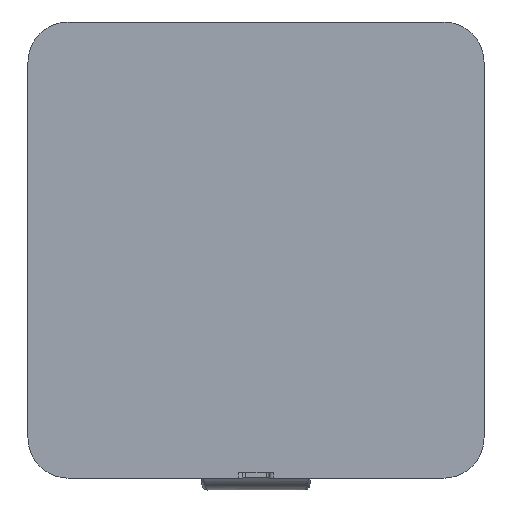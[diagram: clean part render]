
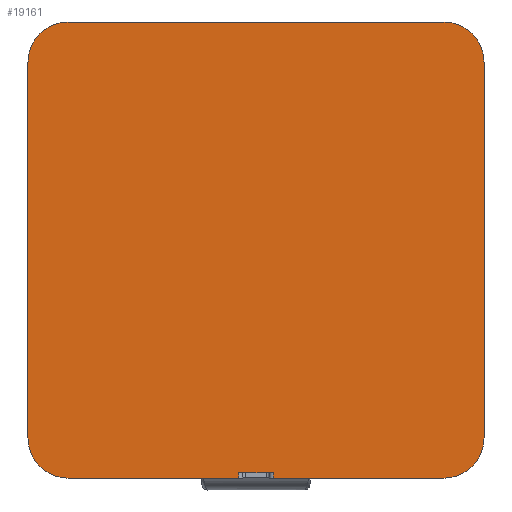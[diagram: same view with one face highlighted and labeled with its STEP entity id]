
A CAD part, left-side view. The second image highlights one B-rep face of the part: STEP entity #19161.
In plain terms, the highlighted face is planar.
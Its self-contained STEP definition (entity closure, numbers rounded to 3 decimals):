
#11681=CARTESIAN_POINT(' ',(-85.,70.,0.));
#11682=VERTEX_POINT(' ',#11681);
#11696=CARTESIAN_POINT(' ',(-85.,-70.,0.));
#11701=DIRECTION(' ',(0.,1.,0.));
#11706=VECTOR(' ',#11701,1.);
#11711=LINE('',#11696,#11706);
#11716=CARTESIAN_POINT(' ',(-85.,-70.,0.));
#11717=VERTEX_POINT(' ',#11716);
#11721=EDGE_CURVE(' ',#11717,#11682,#11711,.T.);
#11831=CARTESIAN_POINT(' ',(-70.,-70.,0.));
#11836=DIRECTION(' ',(0.,0.,1.));
#11841=DIRECTION(' ',(-1.,0.,0.));
#11846=AXIS2_PLACEMENT_3D(' ',#11831,#11836,#11841);
#11851=CIRCLE('',#11846,15.);
#11856=CARTESIAN_POINT(' ',(-70.,-85.,0.));
#11857=VERTEX_POINT(' ',#11856);
#11861=EDGE_CURVE(' ',#11717,#11857,#11851,.T.);
#12086=CARTESIAN_POINT(' ',(6.449,-85.,0.));
#12087=VERTEX_POINT(' ',#12086);
#12101=CARTESIAN_POINT(' ',(70.,-85.,0.));
#12106=DIRECTION(' ',(-1.,0.,0.));
#12111=VECTOR(' ',#12106,1.);
#12116=LINE('',#12101,#12111);
#12121=CARTESIAN_POINT(' ',(70.,-85.,0.));
#12122=VERTEX_POINT(' ',#12121);
#12126=EDGE_CURVE(' ',#12122,#12087,#12116,.T.);
#12216=CARTESIAN_POINT(' ',(-6.449,-85.,0.));
#12221=DIRECTION(' ',(-1.,0.,0.));
#12226=VECTOR(' ',#12221,1.);
#12231=LINE('',#12216,#12226);
#12236=CARTESIAN_POINT(' ',(-6.449,-85.,0.));
#12237=VERTEX_POINT(' ',#12236);
#12241=EDGE_CURVE(' ',#12237,#11857,#12231,.T.);
#18691=CARTESIAN_POINT(' ',(70.,85.,0.));
#18692=VERTEX_POINT(' ',#18691);
#18706=CARTESIAN_POINT(' ',(70.,85.,0.));
#18711=DIRECTION(' ',(-1.,0.,0.));
#18716=VECTOR(' ',#18711,1.);
#18721=LINE('',#18706,#18716);
#18726=CARTESIAN_POINT(' ',(-70.,85.,0.));
#18727=VERTEX_POINT(' ',#18726);
#18731=EDGE_CURVE(' ',#18692,#18727,#18721,.T.);
#18831=CARTESIAN_POINT(' ',(-70.,70.,0.));
#18836=DIRECTION(' ',(0.,0.,1.));
#18841=DIRECTION(' ',(0.,1.,0.));
#18846=AXIS2_PLACEMENT_3D(' ',#18831,#18836,#18841);
#18851=CIRCLE('',#18846,15.);
#18856=EDGE_CURVE(' ',#18727,#11682,#18851,.T.);
#18886=DIRECTION(' ',(0.,0.,-1.));
#18891=CARTESIAN_POINT(' ',(-85.,-85.,0.));
#18896=DIRECTION(' ',(0.,1.,0.));
#18901=AXIS2_PLACEMENT_3D(' ',#18891,#18886,#18896);
#18906=PLANE('',#18901);
#18911=CARTESIAN_POINT(' ',(-6.449,-82.997,0.));
#18916=DIRECTION(' ',(0.,-1.,0.));
#18921=VECTOR(' ',#18916,1.);
#18926=LINE('',#18911,#18921);
#18931=CARTESIAN_POINT(' ',(-6.449,-82.997,0.));
#18932=VERTEX_POINT(' ',#18931);
#18936=EDGE_CURVE(' ',#18932,#12237,#18926,.T.);
#18941=ORIENTED_EDGE(' ',*,*,#18936,.T.);
#18946=ORIENTED_EDGE(' ',*,*,#12241,.T.);
#18951=ORIENTED_EDGE(' ',*,*,#11861,.F.);
#18956=ORIENTED_EDGE(' ',*,*,#11721,.T.);
#18961=ORIENTED_EDGE(' ',*,*,#18856,.F.);
#18966=ORIENTED_EDGE(' ',*,*,#18731,.F.);
#18971=CARTESIAN_POINT(' ',(70.,70.,0.));
#18976=DIRECTION(' ',(0.,0.,1.));
#18981=DIRECTION(' ',(1.,0.,0.));
#18986=AXIS2_PLACEMENT_3D(' ',#18971,#18976,#18981);
#18991=CIRCLE('',#18986,15.);
#18996=CARTESIAN_POINT(' ',(85.,70.,0.));
#18997=VERTEX_POINT(' ',#18996);
#19001=EDGE_CURVE(' ',#18997,#18692,#18991,.T.);
#19006=ORIENTED_EDGE(' ',*,*,#19001,.F.);
#19011=CARTESIAN_POINT(' ',(85.,-70.,0.));
#19016=DIRECTION(' ',(0.,1.,0.));
#19021=VECTOR(' ',#19016,1.);
#19026=LINE('',#19011,#19021);
#19031=CARTESIAN_POINT(' ',(85.,-70.,0.));
#19032=VERTEX_POINT(' ',#19031);
#19036=EDGE_CURVE(' ',#19032,#18997,#19026,.T.);
#19041=ORIENTED_EDGE(' ',*,*,#19036,.F.);
#19046=CARTESIAN_POINT(' ',(70.,-70.,0.));
#19051=DIRECTION(' ',(0.,0.,1.));
#19056=DIRECTION(' ',(0.,-1.,0.));
#19061=AXIS2_PLACEMENT_3D(' ',#19046,#19051,#19056);
#19066=CIRCLE('',#19061,15.);
#19071=EDGE_CURVE(' ',#12122,#19032,#19066,.T.);
#19076=ORIENTED_EDGE(' ',*,*,#19071,.F.);
#19081=ORIENTED_EDGE(' ',*,*,#12126,.T.);
#19086=CARTESIAN_POINT(' ',(6.449,-85.,0.));
#19091=DIRECTION(' ',(0.,1.,0.));
#19096=VECTOR(' ',#19091,1.);
#19101=LINE('',#19086,#19096);
#19106=CARTESIAN_POINT(' ',(6.449,-82.997,0.));
#19107=VERTEX_POINT(' ',#19106);
#19111=EDGE_CURVE(' ',#12087,#19107,#19101,.T.);
#19116=ORIENTED_EDGE(' ',*,*,#19111,.T.);
#19121=CARTESIAN_POINT(' ',(6.449,-82.997,0.));
#19126=DIRECTION(' ',(-1.,0.,0.));
#19131=VECTOR(' ',#19126,1.);
#19136=LINE('',#19121,#19131);
#19141=EDGE_CURVE(' ',#19107,#18932,#19136,.T.);
#19146=ORIENTED_EDGE(' ',*,*,#19141,.T.);
#19151=EDGE_LOOP(' ',(#18941,#18946,#18951,#18956,#18961,#18966,#19006,#19041,#19076,#19081,#19116,#19146));
#19156=FACE_OUTER_BOUND(' ',#19151,.T.);
#19161=ADVANCED_FACE('',(#19156),#18906,.T.);
